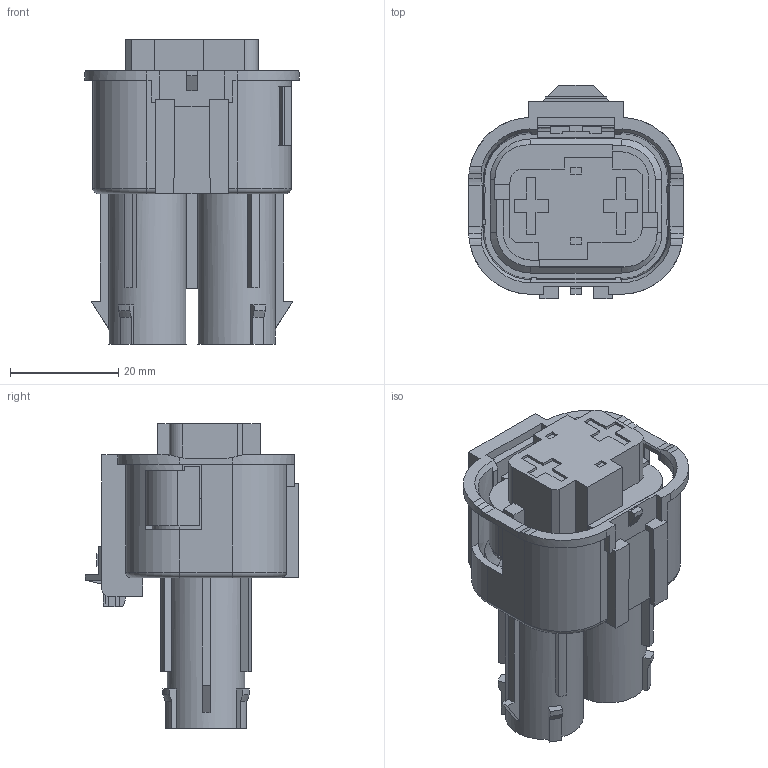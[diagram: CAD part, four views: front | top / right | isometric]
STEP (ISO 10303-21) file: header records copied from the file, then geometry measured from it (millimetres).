
FILE_DESCRIPTION(/* description */ (''),/* implementation_level */ '2;1');
FILE_NAME(/* name */ '35522031-ENV01_01-CONN.stp',/* time_stamp */ '2025-11-14T09:32:03+08:00',/* author */ (''),/* organization */ (''),/* preprocessor_version */ 'ST-DEVELOPER v20',/* originating_system */ 'SIEMENS PLM Software NX2312.4001',/* authorisation */ '');
FILE_SCHEMA (('AUTOMOTIVE_DESIGN { 1 0 10303 214 3 1 1 1 }'));
Length unit declared in the file: millimetre
Products named in the file (1): 35522031-ENV01_01-CONN
Bounding box: 39.7 x 39.51 x 56.4 mm (x, y, z)
Volume: 30149.6 mm3; surface area: 14421 mm2
Topology: 1 solids, 1 shells, 543 faces, 1532 edges, 1009 vertices
Faces by surface type: plane 423, cylinder 76, cone 26, extrusion 10, torus 4, bspline 2, revolution 2
Full cylindrical faces by diameter (mm): 14.4 x2
Entity records: 18001 total; most frequent: CARTESIAN_POINT 4006, ORIENTED_EDGE 3052, DIRECTION 2665, EDGE_CURVE 1526, VECTOR 1157, LINE 1147, VERTEX_POINT 1007, AXIS2_PLACEMENT_3D 753
